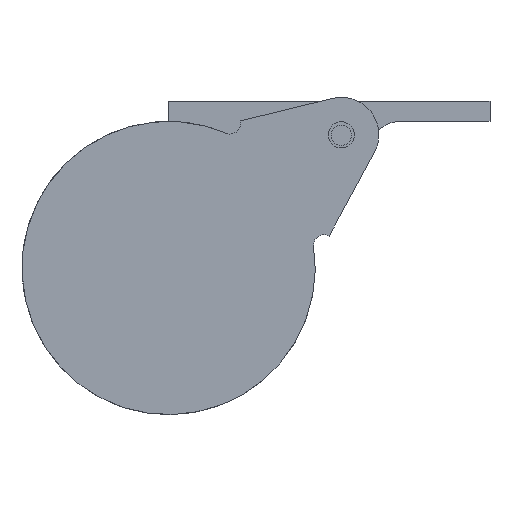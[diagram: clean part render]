
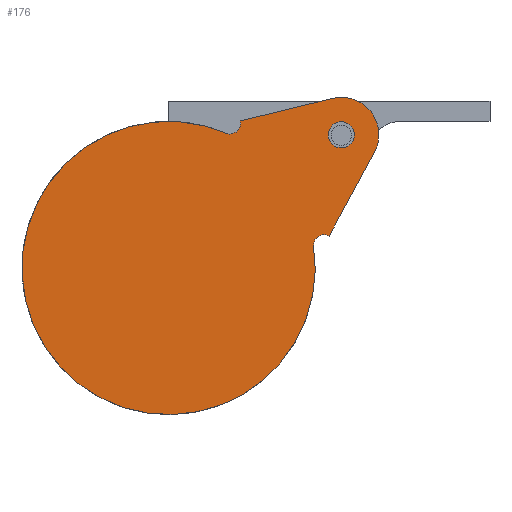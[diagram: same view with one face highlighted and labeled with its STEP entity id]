
A CAD part, left-side view. The second image highlights one B-rep face of the part: STEP entity #176.
In plain terms, the highlighted planar face has unit normal (-1, 0, 0).
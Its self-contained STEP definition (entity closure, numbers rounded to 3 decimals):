
#64 = VERTEX_POINT('',#65);
#65 = CARTESIAN_POINT('',(0.,-36.052,
    5.699));
#92 = VERTEX_POINT('',#93);
#93 = CARTESIAN_POINT('',(0.,-14.681,
    33.417));
#99 = EDGE_CURVE('',#64,#92,#100,.T.);
#100 = CIRCLE('',#101,36.5);
#101 = AXIS2_PLACEMENT_3D('',#102,#103,#104);
#102 = CARTESIAN_POINT('',(0.,0.,0.));
#103 = DIRECTION('',(1.,0.,0.));
#104 = DIRECTION('',(0.,1.,0.));
#125 = VERTEX_POINT('',#126);
#126 = CARTESIAN_POINT('',(0.,-39.958,
    7.953));
#132 = EDGE_CURVE('',#64,#125,#133,.T.);
#133 = CIRCLE('',#134,2.645);
#134 = AXIS2_PLACEMENT_3D('',#135,#136,#137);
#135 = CARTESIAN_POINT('',(0.,-38.697,
    5.628));
#136 = DIRECTION('',(1.,0.,0.));
#137 = DIRECTION('',(0.,1.,0.));
#148 = VERTEX_POINT('',#149);
#149 = CARTESIAN_POINT('',(0.,-17.854,
    36.621));
#165 = EDGE_CURVE('',#148,#92,#166,.T.);
#166 = CIRCLE('',#167,2.645);
#167 = AXIS2_PLACEMENT_3D('',#168,#169,#170);
#168 = CARTESIAN_POINT('',(0.,-15.284,
    35.993));
#169 = DIRECTION('',(1.,0.,0.));
#170 = DIRECTION('',(0.,1.,0.));
#176 = ADVANCED_FACE('',(#177,#205),#216,.F.);
#177 = FACE_BOUND('',#178,.F.);
#178 = EDGE_LOOP('',(#179,#180,#181,#189,#198,#204));
#179 = ORIENTED_EDGE('',*,*,#99,.T.);
#180 = ORIENTED_EDGE('',*,*,#165,.F.);
#181 = ORIENTED_EDGE('',*,*,#182,.F.);
#182 = EDGE_CURVE('',#183,#148,#185,.T.);
#183 = VERTEX_POINT('',#184);
#184 = CARTESIAN_POINT('',(0.,-40.783,
    42.226));
#185 = LINE('',#186,#187);
#186 = CARTESIAN_POINT('',(0.,-40.783,
    42.226));
#187 = VECTOR('',#188,1.);
#188 = DIRECTION('',(0.,0.971,-0.237));
#189 = ORIENTED_EDGE('',*,*,#190,.T.);
#190 = EDGE_CURVE('',#183,#191,#193,.T.);
#191 = VERTEX_POINT('',#192);
#192 = CARTESIAN_POINT('',(0.,-51.209,
    28.702));
#193 = CIRCLE('',#194,9.339);
#194 = AXIS2_PLACEMENT_3D('',#195,#196,#197);
#195 = CARTESIAN_POINT('',(0.,-43.,33.154));
#196 = DIRECTION('',(1.,0.,0.));
#197 = DIRECTION('',(0.,1.,0.));
#198 = ORIENTED_EDGE('',*,*,#199,.T.);
#199 = EDGE_CURVE('',#191,#125,#200,.T.);
#200 = LINE('',#201,#202);
#201 = CARTESIAN_POINT('',(0.,-51.209,
    28.702));
#202 = VECTOR('',#203,1.);
#203 = DIRECTION('',(0.,0.477,-0.879)
  );
#204 = ORIENTED_EDGE('',*,*,#132,.F.);
#205 = FACE_BOUND('',#206,.T.);
#206 = EDGE_LOOP('',(#207));
#207 = ORIENTED_EDGE('',*,*,#208,.T.);
#208 = EDGE_CURVE('',#209,#209,#211,.T.);
#209 = VERTEX_POINT('',#210);
#210 = CARTESIAN_POINT('',(0.,-39.75,33.154));
#211 = CIRCLE('',#212,3.25);
#212 = AXIS2_PLACEMENT_3D('',#213,#214,#215);
#213 = CARTESIAN_POINT('',(0.,-43.,33.154));
#214 = DIRECTION('',(1.,0.,0.));
#215 = DIRECTION('',(0.,1.,0.));
#216 = PLANE('',#217);
#217 = AXIS2_PLACEMENT_3D('',#218,#219,#220);
#218 = CARTESIAN_POINT('',(0.,-11.94,
    9.206));
#219 = DIRECTION('',(1.,0.,0.));
#220 = DIRECTION('',(0.,0.,1.));
